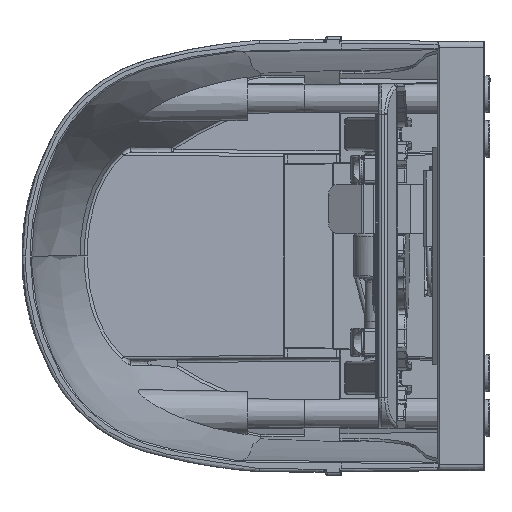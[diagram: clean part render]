
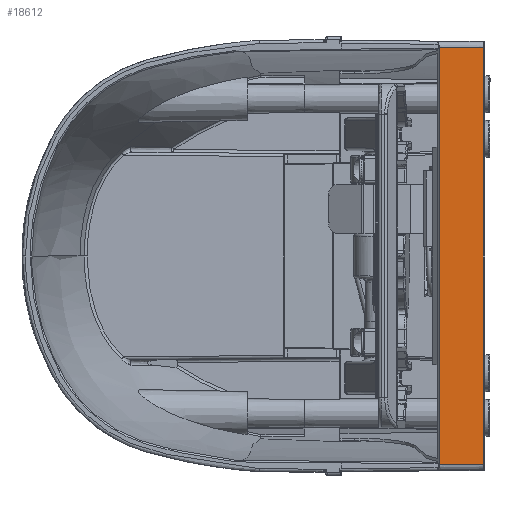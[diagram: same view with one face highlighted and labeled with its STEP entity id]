
A CAD part, left-side view. The second image highlights one B-rep face of the part: STEP entity #18612.
In plain terms, the highlighted planar face has unit normal (-1, 0, 0).
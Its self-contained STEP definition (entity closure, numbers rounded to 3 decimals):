
#8794 = LINE ( 'NONE', #123050, #215024 ) ;
#13504 = DIRECTION ( 'NONE',  ( 1., 0., 0. ) ) ;
#17116 = VECTOR ( 'NONE', #274304, 1000. ) ;
#18612 = ADVANCED_FACE ( 'NONE', ( #202495 ), #235269, .F. ) ;
#26967 = EDGE_CURVE ( 'NONE', #65162, #138175, #97531, .T. ) ;
#41254 = EDGE_CURVE ( 'NONE', #113770, #65162, #255100, .T. ) ;
#55534 = DIRECTION ( 'NONE',  ( 0., 1., -0.009 ) ) ;
#65162 = VERTEX_POINT ( 'NONE', #200416 ) ;
#93163 = DIRECTION ( 'NONE',  ( 0., -1., -0.009 ) ) ;
#97121 = AXIS2_PLACEMENT_3D ( 'NONE', #124928, #13504, #259513 ) ;
#97531 = LINE ( 'NONE', #118181, #17116 ) ;
#100368 = CARTESIAN_POINT ( 'NONE',  ( 18.597, 124.197, 206.058 ) ) ;
#102883 = LINE ( 'NONE', #176516, #155328 ) ;
#108305 = VECTOR ( 'NONE', #93163, 1000. ) ;
#113770 = VERTEX_POINT ( 'NONE', #100368 ) ;
#118181 = CARTESIAN_POINT ( 'NONE',  ( 18.597, 109.861, 178.352 ) ) ;
#123050 = CARTESIAN_POINT ( 'NONE',  ( 18.597, 109.861, 70.772 ) ) ;
#124928 = CARTESIAN_POINT ( 'NONE',  ( 18.597, 158.361, 208.15 ) ) ;
#127352 = ORIENTED_EDGE ( 'NONE', *, *, #26967, .F. ) ;
#128544 = ORIENTED_EDGE ( 'NONE', *, *, #41254, .F. ) ;
#138175 = VERTEX_POINT ( 'NONE', #207202 ) ;
#141183 = CARTESIAN_POINT ( 'NONE',  ( 18.597, 124.197, 70.647 ) ) ;
#150012 = VERTEX_POINT ( 'NONE', #141183 ) ;
#151446 = ORIENTED_EDGE ( 'NONE', *, *, #235132, .F. ) ;
#155328 = VECTOR ( 'NONE', #265308, 1000. ) ;
#168785 = EDGE_LOOP ( 'NONE', ( #151446, #127352, #128544, #181352 ) ) ;
#176516 = CARTESIAN_POINT ( 'NONE',  ( 18.597, 124.197, 208.15 ) ) ;
#181352 = ORIENTED_EDGE ( 'NONE', *, *, #220835, .F. ) ;
#200416 = CARTESIAN_POINT ( 'NONE',  ( 18.597, 109.861, 205.933 ) ) ;
#202495 = FACE_OUTER_BOUND ( 'NONE', #168785, .T. ) ;
#207202 = CARTESIAN_POINT ( 'NONE',  ( 18.597, 109.861, 70.772 ) ) ;
#215024 = VECTOR ( 'NONE', #55534, 1000. ) ;
#220835 = EDGE_CURVE ( 'NONE', #150012, #113770, #102883, .T. ) ;
#228042 = CARTESIAN_POINT ( 'NONE',  ( 18.597, 117.149, 205.996 ) ) ;
#235132 = EDGE_CURVE ( 'NONE', #138175, #150012, #8794, .T. ) ;
#235269 = PLANE ( 'NONE',  #97121 ) ;
#255100 = LINE ( 'NONE', #228042, #108305 ) ;
#259513 = DIRECTION ( 'NONE',  ( 0., 0., -1. ) ) ;
#265308 = DIRECTION ( 'NONE',  ( 0., 0., 1. ) ) ;
#274304 = DIRECTION ( 'NONE',  ( 0., 0., -1. ) ) ;
